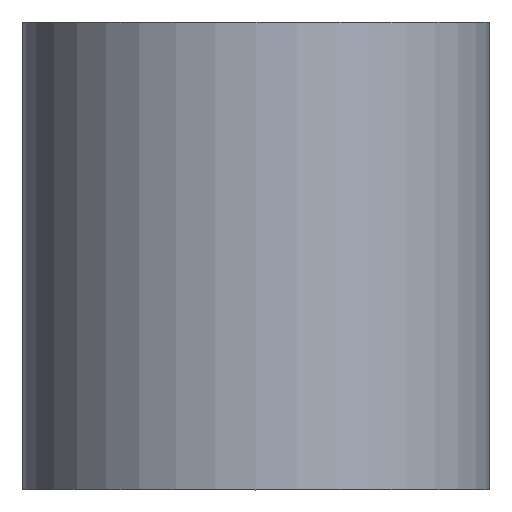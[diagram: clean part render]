
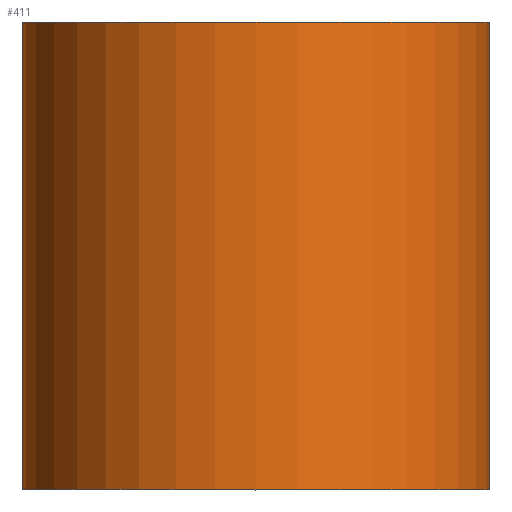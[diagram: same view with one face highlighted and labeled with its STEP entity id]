
A CAD part, top view. The second image highlights one B-rep face of the part: STEP entity #411.
In plain terms, the highlighted cylindrical face has radius 7.5 mm (diameter 15 mm), a partial arc.
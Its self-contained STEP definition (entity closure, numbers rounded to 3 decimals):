
#185=EDGE_CURVE('',#215,#427,#488,.T.);
#215=VERTEX_POINT('',#524);
#223=VERTEX_POINT('',#533);
#225=EDGE_CURVE('',#327,#223,#535,.T.);
#263=EDGE_CURVE('',#215,#223,#580,.T.);
#327=VERTEX_POINT('',#655);
#391=EDGE_CURVE('',#327,#427,#728,.T.);
#411=ADVANCED_FACE('',(#750),#751,.T.);
#427=VERTEX_POINT('',#769);
#488=CIRCLE('',#829,7.5);
#524=CARTESIAN_POINT('',(7.5,-15.0,0.));
#533=CARTESIAN_POINT('',(7.5,0.,0.));
#535=CIRCLE('',#883,7.5);
#580=LINE('',#944,#945);
#655=CARTESIAN_POINT('',(-7.5,0.,0.0));
#728=LINE('',#1134,#1135);
#750=FACE_OUTER_BOUND('',#1163,.T.);
#751=CYLINDRICAL_SURFACE('',#1164,7.5);
#769=CARTESIAN_POINT('',(-7.5,-15.0,0.0));
#829=AXIS2_PLACEMENT_3D('',#1230,#1231,#1232);
#883=AXIS2_PLACEMENT_3D('',#1294,#1295,#1296);
#944=CARTESIAN_POINT('',(7.5,-7.5,0.));
#945=VECTOR('',#1359,1.0);
#1134=CARTESIAN_POINT('',(-7.5,-7.5,0.));
#1135=VECTOR('',#1550,1.0);
#1163=EDGE_LOOP('',(#1581,#1582,#1583,#1584));
#1164=AXIS2_PLACEMENT_3D('',#1585,#1586,#1587);
#1230=CARTESIAN_POINT('',(0.,-15.0,0.0));
#1231=DIRECTION('',(0.,-1.0,0.0));
#1232=DIRECTION('',(-1.0,0.,0.0));
#1294=CARTESIAN_POINT('',(0.0,0.0,0.0));
#1295=DIRECTION('',(0.,1.0,0.0));
#1296=DIRECTION('',(-1.0,0.,0.0));
#1359=DIRECTION('',(0.,1.0,-0.0));
#1550=DIRECTION('',(0.,-1.0,0.0));
#1581=ORIENTED_EDGE('',*,*,#391,.T.);
#1582=ORIENTED_EDGE('',*,*,#185,.F.);
#1583=ORIENTED_EDGE('',*,*,#263,.T.);
#1584=ORIENTED_EDGE('',*,*,#225,.F.);
#1585=CARTESIAN_POINT('',(0.,-7.5,0.0));
#1586=DIRECTION('',(0.,1.0,-0.0));
#1587=DIRECTION('',(-1.0,0.,0.0));
